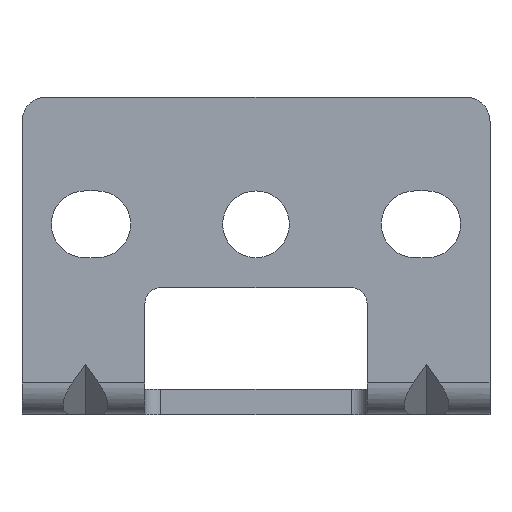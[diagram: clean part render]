
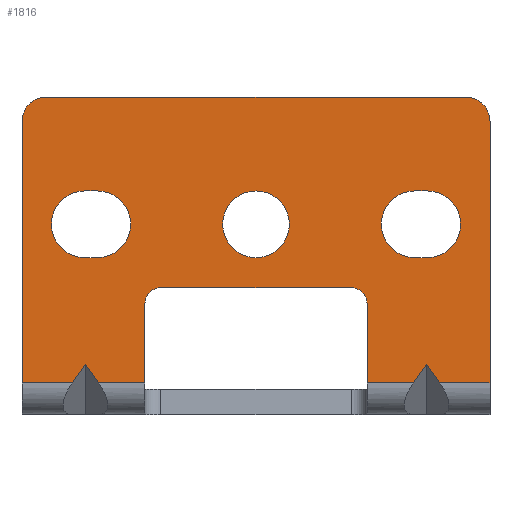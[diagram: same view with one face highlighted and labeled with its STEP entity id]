
A CAD part, front view. The second image highlights one B-rep face of the part: STEP entity #1816.
In plain terms, the highlighted planar face has unit normal (0, -1, 0).
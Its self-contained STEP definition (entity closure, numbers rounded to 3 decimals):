
#27=DIRECTION('',(0.,0.,-1.));
#28=VECTOR('',#27,16.5);
#29=CARTESIAN_POINT('',(-14.75,0.,18.5));
#30=LINE('',#29,#28);
#444=CARTESIAN_POINT('',(6.,0.,7.));
#445=DIRECTION('',(0.,1.,0.));
#446=DIRECTION('',(0.,0.,1.));
#447=AXIS2_PLACEMENT_3D('',#444,#445,#446);
#557=CARTESIAN_POINT('',(0.,0.,12.));
#558=DIRECTION('',(0.,1.,0.));
#559=DIRECTION('',(1.,0.,0.));
#560=AXIS2_PLACEMENT_3D('',#557,#558,#559);
#562=CARTESIAN_POINT('',(0.,0.,12.));
#563=DIRECTION('',(0.,1.,0.));
#564=DIRECTION('',(-1.,0.,0.));
#565=AXIS2_PLACEMENT_3D('',#562,#563,#564);
#567=CARTESIAN_POINT('',(-10.8,0.,12.));
#568=DIRECTION('',(0.,1.,0.));
#569=DIRECTION('',(0.,0.,-1.));
#570=AXIS2_PLACEMENT_3D('',#567,#568,#569);
#572=DIRECTION('',(-1.,0.,0.));
#573=VECTOR('',#572,0.8);
#574=CARTESIAN_POINT('',(-10.,0.,9.9));
#575=LINE('',#574,#573);
#576=CARTESIAN_POINT('',(-10.,0.,12.));
#577=DIRECTION('',(0.,1.,0.));
#578=DIRECTION('',(0.,0.,1.));
#579=AXIS2_PLACEMENT_3D('',#576,#577,#578);
#581=DIRECTION('',(1.,0.,0.));
#582=VECTOR('',#581,0.8);
#583=CARTESIAN_POINT('',(-10.8,0.,14.1));
#584=LINE('',#583,#582);
#585=DIRECTION('',(-1.,0.,0.));
#586=VECTOR('',#585,0.8);
#587=CARTESIAN_POINT('',(10.8,0.,9.9));
#588=LINE('',#587,#586);
#589=CARTESIAN_POINT('',(10.8,0.,12.));
#590=DIRECTION('',(0.,1.,0.));
#591=DIRECTION('',(0.,0.,1.));
#592=AXIS2_PLACEMENT_3D('',#589,#590,#591);
#594=DIRECTION('',(1.,0.,0.));
#595=VECTOR('',#594,0.8);
#596=CARTESIAN_POINT('',(10.,0.,14.1));
#597=LINE('',#596,#595);
#598=CARTESIAN_POINT('',(10.,0.,12.));
#599=DIRECTION('',(0.,1.,0.));
#600=DIRECTION('',(0.,0.,-1.));
#601=AXIS2_PLACEMENT_3D('',#598,#599,#600);
#603=DIRECTION('',(1.,0.,0.));
#604=VECTOR('',#603,12.);
#605=CARTESIAN_POINT('',(-6.,0.,8.));
#606=LINE('',#605,#604);
#607=DIRECTION('',(0.,0.,1.));
#608=VECTOR('',#607,5.);
#609=CARTESIAN_POINT('',(-7.,0.,2.));
#610=LINE('',#609,#608);
#611=DIRECTION('',(-1.,0.,0.));
#612=VECTOR('',#611,2.922);
#613=CARTESIAN_POINT('',(-7.,0.,2.));
#614=LINE('',#613,#612);
#615=DIRECTION('',(-1.,0.,0.));
#616=VECTOR('',#615,3.172);
#617=CARTESIAN_POINT('',(-11.578,0.,2.));
#618=LINE('',#617,#616);
#619=CARTESIAN_POINT('',(-13.25,0.,18.5));
#620=DIRECTION('',(0.,-1.,0.));
#621=DIRECTION('',(0.,0.,1.));
#622=AXIS2_PLACEMENT_3D('',#619,#620,#621);
#624=DIRECTION('',(1.,0.,0.));
#625=VECTOR('',#624,26.5);
#626=CARTESIAN_POINT('',(-13.25,0.,20.));
#627=LINE('',#626,#625);
#628=CARTESIAN_POINT('',(13.25,0.,18.5));
#629=DIRECTION('',(0.,-1.,0.));
#630=DIRECTION('',(1.,0.,0.));
#631=AXIS2_PLACEMENT_3D('',#628,#629,#630);
#633=DIRECTION('',(-1.,0.,0.));
#634=VECTOR('',#633,3.172);
#635=CARTESIAN_POINT('',(14.75,0.,2.));
#636=LINE('',#635,#634);
#637=DIRECTION('',(-1.,0.,0.));
#638=VECTOR('',#637,2.922);
#639=CARTESIAN_POINT('',(9.922,0.,2.));
#640=LINE('',#639,#638);
#641=DIRECTION('',(0.,0.,1.));
#642=VECTOR('',#641,5.);
#643=CARTESIAN_POINT('',(7.,0.,2.));
#644=LINE('',#643,#642);
#685=CARTESIAN_POINT('',(-6.,0.,7.));
#686=DIRECTION('',(0.,1.,0.));
#687=DIRECTION('',(-1.,0.,0.));
#688=AXIS2_PLACEMENT_3D('',#685,#686,#687);
#717=DIRECTION('',(0.577,0.,-0.816));
#718=VECTOR('',#717,1.434);
#719=CARTESIAN_POINT('',(-10.75,0.,3.171));
#720=LINE('',#719,#718);
#721=DIRECTION('',(-0.577,0.,-0.816));
#722=VECTOR('',#721,1.434);
#723=CARTESIAN_POINT('',(-10.75,0.,3.171));
#724=LINE('',#723,#722);
#750=DIRECTION('',(0.,0.,-1.));
#751=VECTOR('',#750,16.5);
#752=CARTESIAN_POINT('',(14.75,0.,18.5));
#753=LINE('',#752,#751);
#794=DIRECTION('',(0.577,0.,-0.816));
#795=VECTOR('',#794,1.434);
#796=CARTESIAN_POINT('',(10.75,0.,3.171));
#797=LINE('',#796,#795);
#798=DIRECTION('',(-0.577,0.,-0.816));
#799=VECTOR('',#798,1.434);
#800=CARTESIAN_POINT('',(10.75,0.,3.171));
#801=LINE('',#800,#799);
#870=CARTESIAN_POINT('',(14.75,0.,18.5));
#871=CARTESIAN_POINT('',(13.25,0.,20.));
#872=VERTEX_POINT('',#870);
#873=VERTEX_POINT('',#871);
#882=CARTESIAN_POINT('',(-13.25,0.,20.));
#883=VERTEX_POINT('',#882);
#884=CARTESIAN_POINT('',(-14.75,0.,18.5));
#885=VERTEX_POINT('',#884);
#907=CARTESIAN_POINT('',(-14.75,0.,2.));
#909=VERTEX_POINT('',#907);
#910=CARTESIAN_POINT('',(14.75,0.,2.));
#912=VERTEX_POINT('',#910);
#978=CARTESIAN_POINT('',(10.75,0.,3.171));
#979=CARTESIAN_POINT('',(9.922,0.,2.));
#980=VERTEX_POINT('',#978);
#981=VERTEX_POINT('',#979);
#986=CARTESIAN_POINT('',(11.578,0.,2.));
#987=VERTEX_POINT('',#986);
#990=CARTESIAN_POINT('',(-10.75,0.,3.171));
#991=CARTESIAN_POINT('',(-9.922,0.,2.));
#992=VERTEX_POINT('',#990);
#993=VERTEX_POINT('',#991);
#998=CARTESIAN_POINT('',(-11.578,0.,2.));
#999=VERTEX_POINT('',#998);
#1003=CARTESIAN_POINT('',(7.,0.,2.));
#1005=VERTEX_POINT('',#1003);
#1007=CARTESIAN_POINT('',(-7.,0.,2.));
#1009=VERTEX_POINT('',#1007);
#1074=CARTESIAN_POINT('',(2.1,0.,12.));
#1075=CARTESIAN_POINT('',(-2.1,0.,12.));
#1076=VERTEX_POINT('',#1074);
#1077=VERTEX_POINT('',#1075);
#1078=CARTESIAN_POINT('',(-10.8,0.,9.9));
#1079=CARTESIAN_POINT('',(-10.8,0.,14.1));
#1080=VERTEX_POINT('',#1078);
#1081=VERTEX_POINT('',#1079);
#1082=CARTESIAN_POINT('',(-10.,0.,14.1));
#1083=VERTEX_POINT('',#1082);
#1084=CARTESIAN_POINT('',(-10.,0.,9.9));
#1085=VERTEX_POINT('',#1084);
#1086=CARTESIAN_POINT('',(10.8,0.,9.9));
#1087=CARTESIAN_POINT('',(10.,0.,9.9));
#1088=VERTEX_POINT('',#1086);
#1089=VERTEX_POINT('',#1087);
#1090=CARTESIAN_POINT('',(10.,0.,14.1));
#1091=VERTEX_POINT('',#1090);
#1092=CARTESIAN_POINT('',(10.8,0.,14.1));
#1093=VERTEX_POINT('',#1092);
#1095=CARTESIAN_POINT('',(7.,0.,7.));
#1097=VERTEX_POINT('',#1095);
#1099=CARTESIAN_POINT('',(6.,0.,8.));
#1101=VERTEX_POINT('',#1099);
#1102=CARTESIAN_POINT('',(-7.,0.,7.));
#1104=VERTEX_POINT('',#1102);
#1106=CARTESIAN_POINT('',(-6.,0.,8.));
#1108=VERTEX_POINT('',#1106);
#1756=CARTESIAN_POINT('',(-14.75,0.,20.));
#1757=DIRECTION('',(0.,-1.,0.));
#1758=DIRECTION('',(0.,0.,-1.));
#1759=AXIS2_PLACEMENT_3D('',#1756,#1757,#1758);
#1760=PLANE('',#1759);
#1762=ORIENTED_EDGE('',*,*,#1761,.F.);
#1764=ORIENTED_EDGE('',*,*,#1763,.F.);
#1766=ORIENTED_EDGE('',*,*,#1765,.F.);
#1767=ORIENTED_EDGE('',*,*,#1210,.T.);
#1769=ORIENTED_EDGE('',*,*,#1768,.F.);
#1771=ORIENTED_EDGE('',*,*,#1770,.T.);
#1772=ORIENTED_EDGE('',*,*,#1178,.T.);
#1773=ORIENTED_EDGE('',*,*,#1147,.F.);
#1775=ORIENTED_EDGE('',*,*,#1774,.F.);
#1777=ORIENTED_EDGE('',*,*,#1776,.T.);
#1779=ORIENTED_EDGE('',*,*,#1778,.F.);
#1781=ORIENTED_EDGE('',*,*,#1780,.T.);
#1782=ORIENTED_EDGE('',*,*,#1161,.T.);
#1784=ORIENTED_EDGE('',*,*,#1783,.F.);
#1786=ORIENTED_EDGE('',*,*,#1785,.T.);
#1787=ORIENTED_EDGE('',*,*,#1190,.T.);
#1788=ORIENTED_EDGE('',*,*,#1639,.T.);
#1789=ORIENTED_EDGE('',*,*,#1660,.F.);
#1790=EDGE_LOOP('',(#1762,#1764,#1766,#1767,#1769,#1771,#1772,#1773,#1775,#1777,
#1779,#1781,#1782,#1784,#1786,#1787,#1788,#1789));
#1791=FACE_OUTER_BOUND('',#1790,.F.);
#1793=ORIENTED_EDGE('',*,*,#1792,.F.);
#1795=ORIENTED_EDGE('',*,*,#1794,.F.);
#1797=ORIENTED_EDGE('',*,*,#1796,.F.);
#1799=ORIENTED_EDGE('',*,*,#1798,.F.);
#1800=EDGE_LOOP('',(#1793,#1795,#1797,#1799));
#1801=FACE_BOUND('',#1800,.F.);
#1803=ORIENTED_EDGE('',*,*,#1802,.F.);
#1805=ORIENTED_EDGE('',*,*,#1804,.F.);
#1807=ORIENTED_EDGE('',*,*,#1806,.F.);
#1809=ORIENTED_EDGE('',*,*,#1808,.F.);
#1810=EDGE_LOOP('',(#1803,#1805,#1807,#1809));
#1811=FACE_BOUND('',#1810,.F.);
#1812=ORIENTED_EDGE('',*,*,#1736,.F.);
#1813=ORIENTED_EDGE('',*,*,#1750,.F.);
#1814=EDGE_LOOP('',(#1812,#1813));
#1815=FACE_BOUND('',#1814,.F.);
#1816=ADVANCED_FACE('',(#1791,#1801,#1811,#1815),#1760,.T.);
#448=CIRCLE('',#447,1.);
#561=CIRCLE('',#560,2.1);
#566=CIRCLE('',#565,2.1);
#571=CIRCLE('',#570,2.1);
#580=CIRCLE('',#579,2.1);
#593=CIRCLE('',#592,2.1);
#602=CIRCLE('',#601,2.1);
#623=CIRCLE('',#622,1.5);
#632=CIRCLE('',#631,1.5);
#689=CIRCLE('',#688,1.);
#1147=EDGE_CURVE('',#885,#909,#30,.T.);
#1161=EDGE_CURVE('',#912,#987,#636,.T.);
#1178=EDGE_CURVE('',#999,#909,#618,.T.);
#1190=EDGE_CURVE('',#981,#1005,#640,.T.);
#1210=EDGE_CURVE('',#1009,#993,#614,.T.);
#1639=EDGE_CURVE('',#1005,#1097,#644,.T.);
#1660=EDGE_CURVE('',#1101,#1097,#448,.T.);
#1736=EDGE_CURVE('',#1076,#1077,#561,.T.);
#1750=EDGE_CURVE('',#1077,#1076,#566,.T.);
#1761=EDGE_CURVE('',#1108,#1101,#606,.T.);
#1763=EDGE_CURVE('',#1104,#1108,#689,.T.);
#1765=EDGE_CURVE('',#1009,#1104,#610,.T.);
#1768=EDGE_CURVE('',#992,#993,#720,.T.);
#1770=EDGE_CURVE('',#992,#999,#724,.T.);
#1774=EDGE_CURVE('',#883,#885,#623,.T.);
#1776=EDGE_CURVE('',#883,#873,#627,.T.);
#1778=EDGE_CURVE('',#872,#873,#632,.T.);
#1780=EDGE_CURVE('',#872,#912,#753,.T.);
#1783=EDGE_CURVE('',#980,#987,#797,.T.);
#1785=EDGE_CURVE('',#980,#981,#801,.T.);
#1792=EDGE_CURVE('',#1080,#1081,#571,.T.);
#1794=EDGE_CURVE('',#1085,#1080,#575,.T.);
#1796=EDGE_CURVE('',#1083,#1085,#580,.T.);
#1798=EDGE_CURVE('',#1081,#1083,#584,.T.);
#1802=EDGE_CURVE('',#1088,#1089,#588,.T.);
#1804=EDGE_CURVE('',#1093,#1088,#593,.T.);
#1806=EDGE_CURVE('',#1091,#1093,#597,.T.);
#1808=EDGE_CURVE('',#1089,#1091,#602,.T.);
